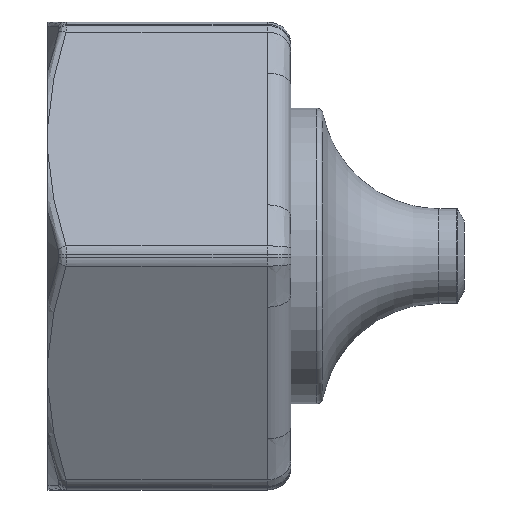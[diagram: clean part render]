
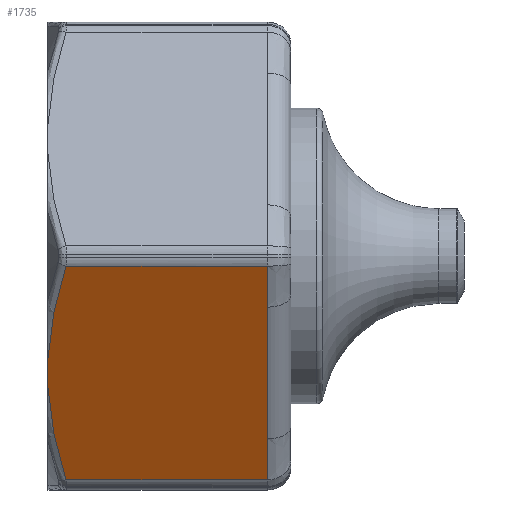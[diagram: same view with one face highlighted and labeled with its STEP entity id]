
A CAD part, front view. The second image highlights one B-rep face of the part: STEP entity #1735.
In plain terms, the highlighted planar face has unit normal (0, -0.866, -0.5).
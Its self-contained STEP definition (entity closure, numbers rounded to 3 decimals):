
#671=PLANE('',#5938);
#834=LINE('',#8079,#1283);
#835=LINE('',#8080,#1284);
#836=LINE('',#8087,#1285);
#837=LINE('',#8094,#1286);
#1283=VECTOR('',#6347,1.);
#1284=VECTOR('',#6348,1.);
#1285=VECTOR('',#6349,1.);
#1286=VECTOR('',#6350,1.);
#1735=ADVANCED_FACE('',(#2116),#671,.T.);
#2116=FACE_OUTER_BOUND('',#2396,.T.);
#2396=EDGE_LOOP('',(#2946,#2947,#2948,#2949,#2950,#2951,#2952,#2953));
#2946=ORIENTED_EDGE('',*,*,#5016,.T.);
#2947=ORIENTED_EDGE('',*,*,#5017,.T.);
#2948=ORIENTED_EDGE('',*,*,#5005,.T.);
#2949=ORIENTED_EDGE('',*,*,#5018,.T.);
#2950=ORIENTED_EDGE('',*,*,#5019,.T.);
#2951=ORIENTED_EDGE('',*,*,#5020,.T.);
#2952=ORIENTED_EDGE('',*,*,#5021,.T.);
#2953=ORIENTED_EDGE('',*,*,#5022,.T.);
#4492=VERTEX_POINT('',#7969);
#4493=VERTEX_POINT('',#7970);
#4502=VERTEX_POINT('',#8077);
#4503=VERTEX_POINT('',#8078);
#4504=VERTEX_POINT('',#8081);
#4505=VERTEX_POINT('',#8086);
#4506=VERTEX_POINT('',#8088);
#4507=VERTEX_POINT('',#8093);
#5005=EDGE_CURVE('',#4492,#4493,#5779,.T.);
#5016=EDGE_CURVE('',#4502,#4503,#5785,.T.);
#5017=EDGE_CURVE('',#4503,#4492,#834,.T.);
#5018=EDGE_CURVE('',#4493,#4504,#835,.T.);
#5019=EDGE_CURVE('',#4504,#4505,#5786,.T.);
#5020=EDGE_CURVE('',#4505,#4506,#836,.T.);
#5021=EDGE_CURVE('',#4506,#4507,#5787,.T.);
#5022=EDGE_CURVE('',#4507,#4502,#837,.T.);
#5779=B_SPLINE_CURVE_WITH_KNOTS('',3,(#7957,#7958,#7959,#7960,#7961,#7962,
#7963,#7964,#7965,#7966,#7967,#7968),.UNSPECIFIED.,.F.,.F.,(4,2,2,2,2,4),
(0.,0.25,0.5,0.625,0.75,1.),.UNSPECIFIED.);
#5785=B_SPLINE_CURVE_WITH_KNOTS('',3,(#8065,#8066,#8067,#8068,#8069,#8070,
#8071,#8072,#8073,#8074,#8075,#8076),.UNSPECIFIED.,.F.,.F.,(4,2,2,2,2,4),
(0.,0.25,0.5,0.625,0.75,1.),.UNSPECIFIED.);
#5786=B_SPLINE_CURVE_WITH_KNOTS('',3,(#8082,#8083,#8084,#8085),
 .UNSPECIFIED.,.F.,.F.,(4,4),(0.,1.),.UNSPECIFIED.);
#5787=B_SPLINE_CURVE_WITH_KNOTS('',3,(#8089,#8090,#8091,#8092),
 .UNSPECIFIED.,.F.,.F.,(4,4),(0.,1.),.UNSPECIFIED.);
#5938=AXIS2_PLACEMENT_3D('',#8095,#6351,#6352);
#6347=DIRECTION('',(0.,0.5,-0.866));
#6348=DIRECTION('',(1.,0.,0.));
#6349=DIRECTION('',(0.,-0.5,0.866));
#6350=DIRECTION('',(-1.,0.,0.));
#6351=DIRECTION('',(0.,-0.866,-0.5));
#6352=DIRECTION('',(0.,0.5,-0.866));
#7957=CARTESIAN_POINT('',(3.026,-44.628,-1.703));
#7958=CARTESIAN_POINT('',(2.08,-42.924,-4.654));
#7959=CARTESIAN_POINT('',(1.306,-41.209,-7.624));
#7960=CARTESIAN_POINT('',(0.238,-37.748,-13.619));
#7961=CARTESIAN_POINT('',(-0.054,-36.001,-16.644));
#7962=CARTESIAN_POINT('',(-0.058,-33.353,-21.231));
#7963=CARTESIAN_POINT('',(0.013,-32.464,-22.771));
#7964=CARTESIAN_POINT('',(0.291,-30.702,-25.823));
#7965=CARTESIAN_POINT('',(0.498,-29.827,-27.339));
#7966=CARTESIAN_POINT('',(1.301,-27.216,-31.861));
#7967=CARTESIAN_POINT('',(2.078,-25.495,-34.841));
#7968=CARTESIAN_POINT('',(3.026,-23.788,-37.797));
#7969=CARTESIAN_POINT('',(0.,-32.843,-22.114));
#7970=CARTESIAN_POINT('',(3.026,-23.788,-37.797));
#8065=CARTESIAN_POINT('',(3.026,-44.628,-1.703));
#8066=CARTESIAN_POINT('',(2.08,-42.924,-4.654));
#8067=CARTESIAN_POINT('',(1.306,-41.209,-7.624));
#8068=CARTESIAN_POINT('',(0.238,-37.748,-13.619));
#8069=CARTESIAN_POINT('',(-0.054,-36.001,-16.644));
#8070=CARTESIAN_POINT('',(-0.058,-33.353,-21.231));
#8071=CARTESIAN_POINT('',(0.013,-32.464,-22.771));
#8072=CARTESIAN_POINT('',(0.291,-30.702,-25.823));
#8073=CARTESIAN_POINT('',(0.498,-29.827,-27.339));
#8074=CARTESIAN_POINT('',(1.301,-27.216,-31.861));
#8075=CARTESIAN_POINT('',(2.078,-25.495,-34.841));
#8076=CARTESIAN_POINT('',(3.026,-23.788,-37.797));
#8077=CARTESIAN_POINT('',(3.026,-44.628,-1.703));
#8078=CARTESIAN_POINT('',(0.,-35.572,-17.388));
#8079=CARTESIAN_POINT('',(0.,-23.398,-38.474));
#8080=CARTESIAN_POINT('',(41.,-23.788,-37.797));
#8081=CARTESIAN_POINT('',(37.,-23.788,-37.797));
#8082=CARTESIAN_POINT('',(37.,-23.788,-37.797));
#8083=CARTESIAN_POINT('',(37.,-25.122,-35.488));
#8084=CARTESIAN_POINT('',(37.,-26.455,-33.178));
#8085=CARTESIAN_POINT('',(37.,-27.788,-30.869));
#8086=CARTESIAN_POINT('',(37.,-27.788,-30.869));
#8087=CARTESIAN_POINT('',(37.,-23.398,-38.474));
#8088=CARTESIAN_POINT('',(37.,-40.628,-8.631));
#8089=CARTESIAN_POINT('',(37.,-40.628,-8.631));
#8090=CARTESIAN_POINT('',(37.,-41.961,-6.322));
#8091=CARTESIAN_POINT('',(37.,-43.294,-4.012));
#8092=CARTESIAN_POINT('',(37.,-44.628,-1.703));
#8093=CARTESIAN_POINT('',(37.,-44.628,-1.703));
#8094=CARTESIAN_POINT('',(41.,-44.628,-1.703));
#8095=CARTESIAN_POINT('',(41.,-23.398,-38.474));
